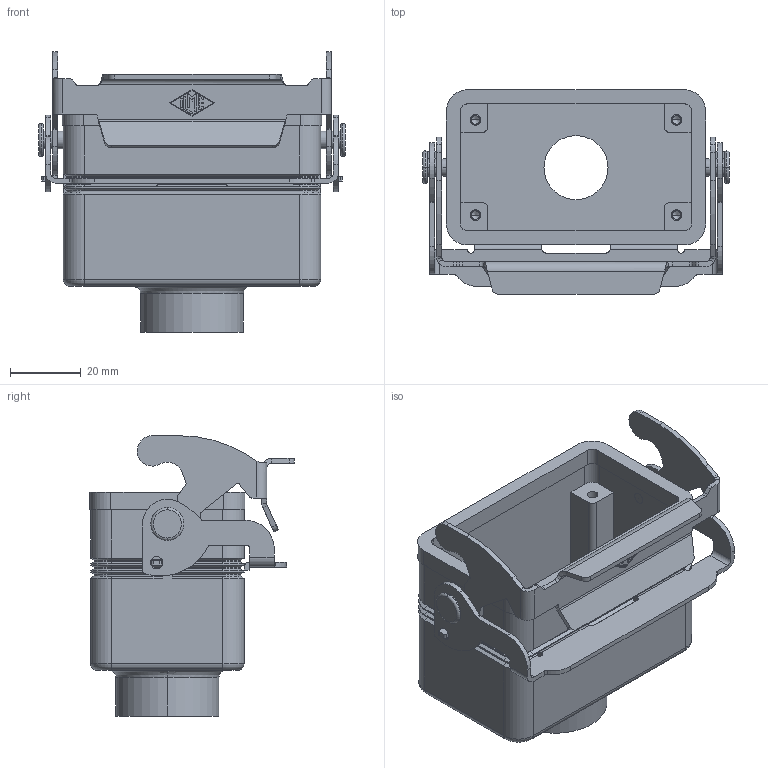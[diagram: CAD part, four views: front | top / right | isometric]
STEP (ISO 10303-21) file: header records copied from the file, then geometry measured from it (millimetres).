
FILE_DESCRIPTION((''),'2;1');
FILE_NAME('CVV 10 LG.stp','2006-12-19T10:23:08',('gembarski'),(''),'Autodesk Inventor 7','Autodesk Inventor 7','');
FILE_SCHEMA(('AUTOMOTIVE_DESIGN { 1 0 10303 214 1 1 1 1 }'));
Length unit declared in the file: millimetre
Products named in the file (1): CVV 10 LG
Bounding box: 87 x 57.98 x 79.5 mm (x, y, z)
Volume: 60077.8 mm3; surface area: 41069.4 mm2
Topology: 2 solids, 2 shells, 494 faces, 1275 edges, 802 vertices
Faces by surface type: bspline 190, plane 155, cylinder 127, cone 14, torus 8
Entity records: 17794 total; most frequent: CARTESIAN_POINT 6166, ORIENTED_EDGE 2526, DIRECTION 2249, EDGE_CURVE 1263, VECTOR 823, LINE 823, VERTEX_POINT 802, AXIS2_PLACEMENT_3D 713
